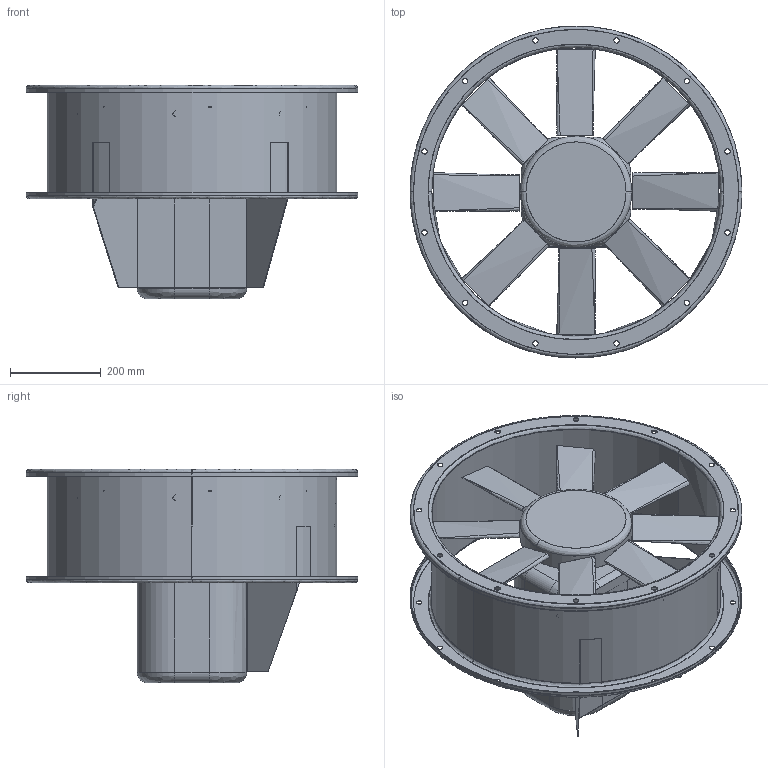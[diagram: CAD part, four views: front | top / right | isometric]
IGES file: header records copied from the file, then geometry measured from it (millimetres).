
Start section: SolidWorks IGES file using analytic representation for surfaces
Global section: file name: CC-ATX_630.IGS; native system: SolidWorks 2022; preprocessor: SolidWorks 2022; author: ferlenga; date: 221220.174704; units: millimetre
Bounding box: 730 x 730 x 470 mm (x, y, z)
Surface area: 2516180.7 mm2 (no closed solid volume)
Topology: 0 solids, 0 shells, 198 faces, 3546 edges, 3546 vertices
Faces by surface type: bspline 104, revolution 94
